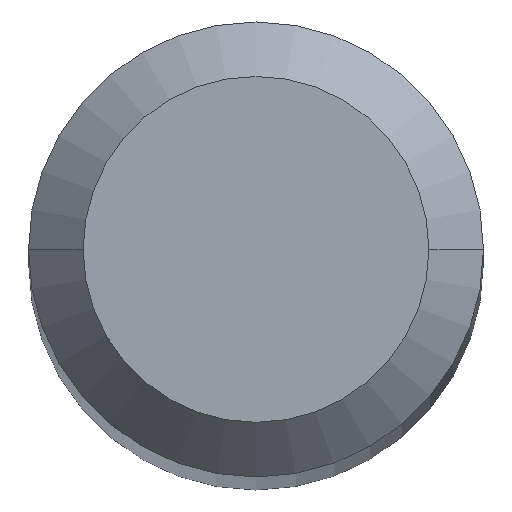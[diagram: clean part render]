
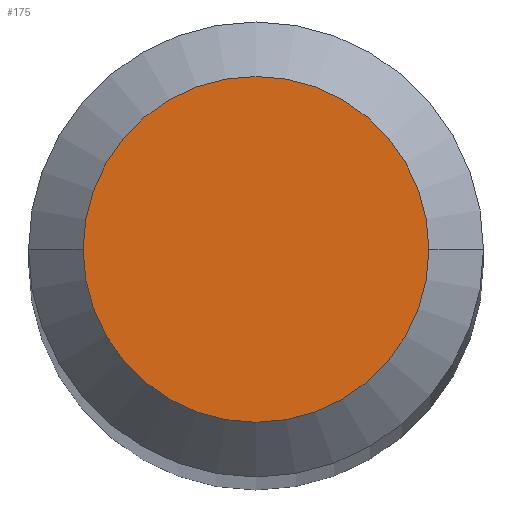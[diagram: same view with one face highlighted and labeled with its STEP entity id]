
A CAD part, top view. The second image highlights one B-rep face of the part: STEP entity #175.
In plain terms, the highlighted planar face has unit normal (0, 0, 1).
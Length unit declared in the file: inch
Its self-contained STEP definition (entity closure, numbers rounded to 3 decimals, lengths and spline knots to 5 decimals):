
#4 = AXIS2_PLACEMENT_3D ( 'NONE', #137, #19, #167 ) ;
#17 = ORIENTED_EDGE ( 'NONE', *, *, #37, .T. ) ;
#19 = DIRECTION ( 'NONE',  ( 0., 0., 1. ) ) ;
#33 = DIRECTION ( 'NONE',  ( -1., 0., 0. ) ) ;
#37 = EDGE_CURVE ( 'NONE', #293, #177, #47, .T. ) ;
#47 = CIRCLE ( 'NONE', #4, 0.0475 ) ;
#51 = CARTESIAN_POINT ( 'NONE',  ( -0.0475, 0., 0. ) ) ;
#105 = CARTESIAN_POINT ( 'NONE',  ( 0., 0.0475, 0. ) ) ;
#107 = PLANE ( 'NONE',  #284 ) ;
#116 = AXIS2_PLACEMENT_3D ( 'NONE', #136, #462, #319 ) ;
#136 = CARTESIAN_POINT ( 'NONE',  ( 0., 0., 0. ) ) ;
#137 = CARTESIAN_POINT ( 'NONE',  ( 0., 0., 0. ) ) ;
#139 = EDGE_CURVE ( 'NONE', #177, #293, #141, .T. ) ;
#141 = CIRCLE ( 'NONE', #116, 0.0475 ) ;
#167 = DIRECTION ( 'NONE',  ( 1., 0., 0. ) ) ;
#175 = ADVANCED_FACE ( 'NONE', ( #241 ), #107, .F. ) ;
#177 = VERTEX_POINT ( 'NONE', #237 ) ;
#203 = EDGE_LOOP ( 'NONE', ( #17, #433 ) ) ;
#237 = CARTESIAN_POINT ( 'NONE',  ( 0.0475, 0., 0. ) ) ;
#241 = FACE_OUTER_BOUND ( 'NONE', #203, .T. ) ;
#284 = AXIS2_PLACEMENT_3D ( 'NONE', #105, #424, #33 ) ;
#293 = VERTEX_POINT ( 'NONE', #51 ) ;
#319 = DIRECTION ( 'NONE',  ( 1., 0., 0. ) ) ;
#424 = DIRECTION ( 'NONE',  ( 0., 0., -1. ) ) ;
#433 = ORIENTED_EDGE ( 'NONE', *, *, #139, .T. ) ;
#462 = DIRECTION ( 'NONE',  ( 0., 0., 1. ) ) ;
